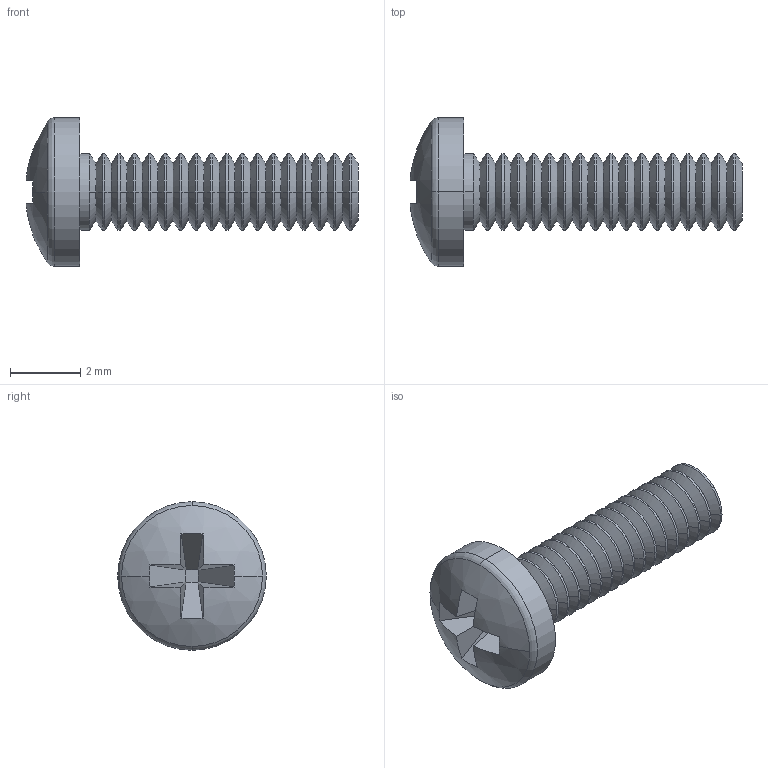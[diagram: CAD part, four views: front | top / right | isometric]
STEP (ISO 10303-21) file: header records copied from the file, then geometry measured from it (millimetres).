
FILE_DESCRIPTION (( 'STEP AP203' ), '1' );
FILE_NAME ('pan cross head_quanser ansi inch_CR-PHMS 0.086-56x0.3125x0.3125-S_sldprt.STEP', '2016-06-02T17:09:35', ( 'Shusen Zhang' ), ( 'MathWorks' ), 'SwSTEP 2.0', 'SolidWorks 2015', '' );
FILE_SCHEMA (( 'CONFIG_CONTROL_DESIGN' ));
Length unit declared in the file: inch
Products named in the file (1): pan cross head_quanser ansi inch_CR-PHMS 0.086-56x0.3125x0.3125-S_sldprt
Bounding box: 9.48 x 4.24 x 4.24 mm (x, y, z)
Volume: 39.6 mm3; surface area: 123.7 mm2
Topology: 1 solids, 1 shells, 127 faces, 328 edges, 204 vertices
Faces by surface type: cone 70, cylinder 38, plane 15, torus 2, sphere 2
Entity records: 4013 total; most frequent: DIRECTION 788, CARTESIAN_POINT 660, ORIENTED_EDGE 656, AXIS2_PLACEMENT_3D 332, EDGE_CURVE 328, VERTEX_POINT 204, CIRCLE 204, EDGE_LOOP 128
